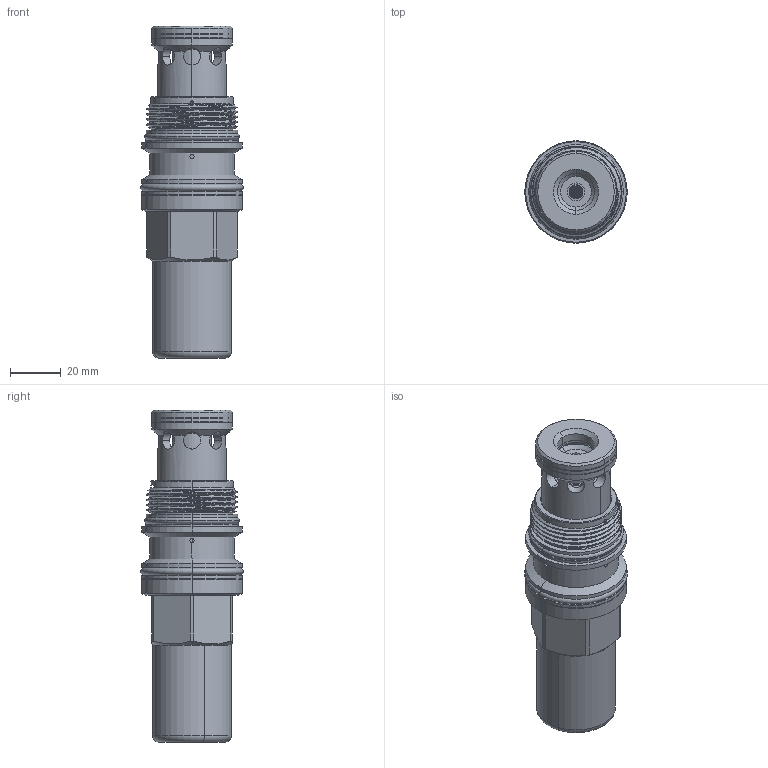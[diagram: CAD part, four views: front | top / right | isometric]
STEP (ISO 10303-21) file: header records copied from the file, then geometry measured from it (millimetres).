
FILE_DESCRIPTION (( 'STEP AP203' ), '1' );
FILE_NAME ('RV17A3G-C.STEP', '2020-03-24T06:00:00', ( '' ), ( '' ), 'SwSTEP 2.0', 'SolidWorks 2018', '' );
FILE_SCHEMA (( 'CONFIG_CONTROL_DESIGN' ));
Length unit declared in the file: millimetre
Products named in the file (1): RV17A3G-C
Bounding box: 40.39 x 40.39 x 130.91 mm (x, y, z)
Volume: 88083.9 mm3; surface area: 38105.9 mm2
Topology: 11 solids, 11 shells, 861 faces, 2361 edges, 1487 vertices
Faces by surface type: cylinder 595, cone 106, plane 78, torus 66, bspline 10, sphere 6
Entity records: 59833 total; most frequent: CARTESIAN_POINT 38952, ORIENTED_EDGE 4710, DIRECTION 3543, EDGE_CURVE 2355, VERTEX_POINT 1487, AXIS2_PLACEMENT_3D 1390, EDGE_LOOP 1266, B_SPLINE_CURVE_WITH_KNOTS 987
